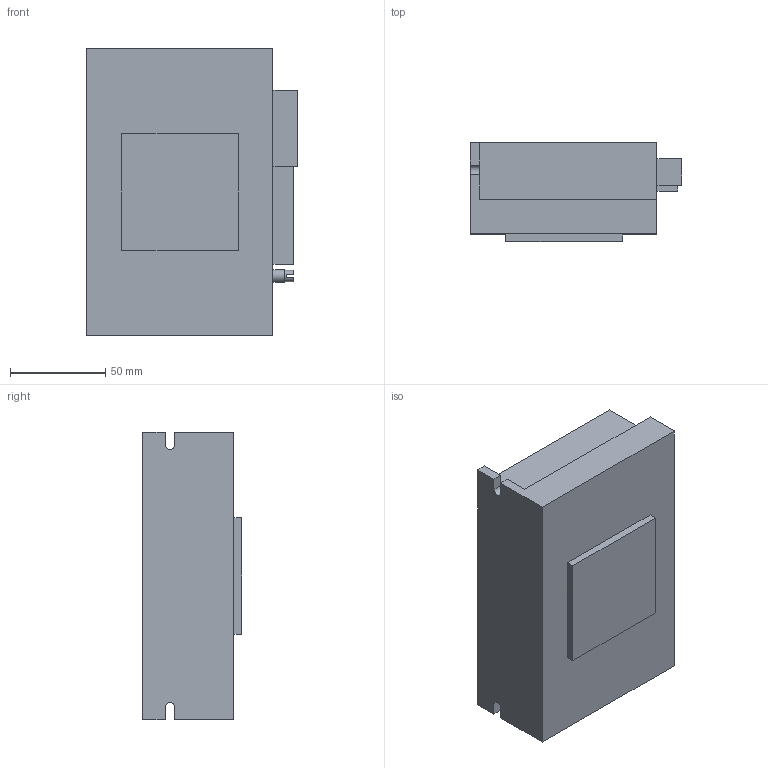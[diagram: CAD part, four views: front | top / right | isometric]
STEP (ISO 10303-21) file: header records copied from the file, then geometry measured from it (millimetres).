
FILE_DESCRIPTION (( 'STEP AP203' ), '1' );
FILE_NAME ('JKBLD750.STEP', '2022-08-18T06:37:53', ( 'WBL' ), ( 'Microsoft' ), 'SwSTEP 2.0', 'SolidWorks 2020', '' );
FILE_SCHEMA (( 'CONFIG_CONTROL_DESIGN' ));
Length unit declared in the file: millimetre
Products named in the file (1): JKBLD750
Bounding box: 111 x 52 x 151 mm (x, y, z)
Volume: 680392.5 mm3; surface area: 59891.8 mm2
Topology: 4 solids, 4 shells, 49 faces, 117 edges, 78 vertices
Faces by surface type: plane 42, cylinder 7
Entity records: 1480 total; most frequent: CARTESIAN_POINT 245, DIRECTION 235, ORIENTED_EDGE 234, EDGE_CURVE 117, LINE 99, VECTOR 99, VERTEX_POINT 78, AXIS2_PLACEMENT_3D 68
